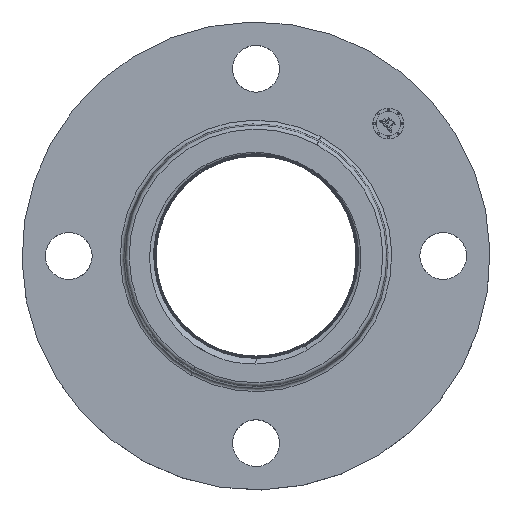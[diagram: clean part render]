
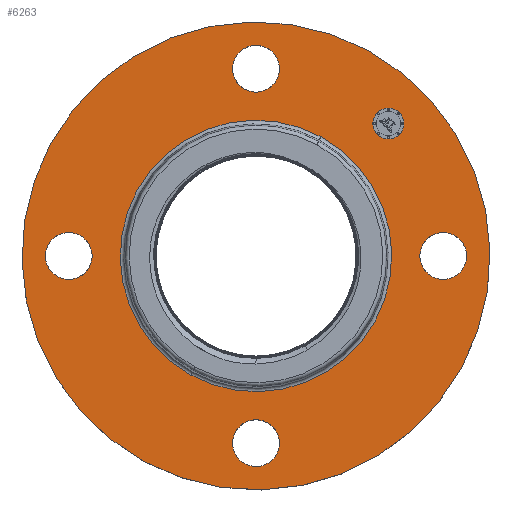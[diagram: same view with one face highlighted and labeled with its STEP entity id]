
A CAD part, top view. The second image highlights one B-rep face of the part: STEP entity #6263.
In plain terms, the highlighted planar face has unit normal (0, 0, 1).
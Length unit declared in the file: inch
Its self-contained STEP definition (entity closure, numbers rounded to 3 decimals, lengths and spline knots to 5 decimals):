
#549=AXIS2_PLACEMENT_3D('Circle Axis2P3D',#547,#548,$) ;
#573=AXIS2_PLACEMENT_3D('Circle Axis2P3D',#571,#572,$) ;
#607=AXIS2_PLACEMENT_3D('Circle Axis2P3D',#605,#606,$) ;
#631=AXIS2_PLACEMENT_3D('Circle Axis2P3D',#629,#630,$) ;
#648=AXIS2_PLACEMENT_3D('Circle Axis2P3D',#646,#647,$) ;
#683=AXIS2_PLACEMENT_3D('Circle Axis2P3D',#681,#682,$) ;
#960=AXIS2_PLACEMENT_3D('Circle Axis2P3D',#958,#959,$) ;
#972=AXIS2_PLACEMENT_3D('Circle Axis2P3D',#970,#971,$) ;
#1004=AXIS2_PLACEMENT_3D('Circle Axis2P3D',#1002,#1003,$) ;
#1016=AXIS2_PLACEMENT_3D('Circle Axis2P3D',#1014,#1015,$) ;
#1048=AXIS2_PLACEMENT_3D('Circle Axis2P3D',#1046,#1047,$) ;
#1060=AXIS2_PLACEMENT_3D('Circle Axis2P3D',#1058,#1059,$) ;
#6219=AXIS2_PLACEMENT_3D('Plane Axis2P3D',#6216,#6217,#6218) ;
#6247=AXIS2_PLACEMENT_3D('Circle Axis2P3D',#6245,#6246,$) ;
#6256=AXIS2_PLACEMENT_3D('Circle Axis2P3D',#6254,#6255,$) ;
#530=CARTESIAN_POINT('Vertex',(-0.32909,3.17978,0.88)) ;
#544=CARTESIAN_POINT('Vertex',(0.32909,2.82022,0.88)) ;
#547=CARTESIAN_POINT('Axis2P3D Location',(0.,3.,0.88)) ;
#571=CARTESIAN_POINT('Axis2P3D Location',(0.,3.,0.88)) ;
#602=CARTESIAN_POINT('Vertex',(-1.79785,-3.29093,0.88)) ;
#605=CARTESIAN_POINT('Axis2P3D Location',(0.,0.,0.88)) ;
#609=CARTESIAN_POINT('Vertex',(1.79785,3.29093,0.88)) ;
#629=CARTESIAN_POINT('Axis2P3D Location',(0.,0.,0.88)) ;
#646=CARTESIAN_POINT('Axis2P3D Location',(0.,0.,0.88)) ;
#650=CARTESIAN_POINT('Vertex',(1.04292,1.90905,0.88)) ;
#652=CARTESIAN_POINT('Vertex',(-1.04292,-1.90905,0.88)) ;
#681=CARTESIAN_POINT('Axis2P3D Location',(0.,0.,0.88)) ;
#948=CARTESIAN_POINT('Vertex',(3.17978,0.32909,0.88)) ;
#955=CARTESIAN_POINT('Vertex',(2.82022,-0.32909,0.88)) ;
#958=CARTESIAN_POINT('Axis2P3D Location',(3.,0.,0.88)) ;
#970=CARTESIAN_POINT('Axis2P3D Location',(3.,0.,0.88)) ;
#992=CARTESIAN_POINT('Vertex',(-3.17978,-0.32909,0.88)) ;
#999=CARTESIAN_POINT('Vertex',(-2.82022,0.32909,0.88)) ;
#1002=CARTESIAN_POINT('Axis2P3D Location',(-3.,0.,0.88)) ;
#1014=CARTESIAN_POINT('Axis2P3D Location',(-3.,0.,0.88)) ;
#1036=CARTESIAN_POINT('Vertex',(0.32909,-3.17978,0.88)) ;
#1043=CARTESIAN_POINT('Vertex',(-0.32909,-2.82022,0.88)) ;
#1046=CARTESIAN_POINT('Axis2P3D Location',(0.,-3.,0.88)) ;
#1058=CARTESIAN_POINT('Axis2P3D Location',(0.,-3.,0.88)) ;
#6216=CARTESIAN_POINT('Axis2P3D Location',(0.,3.75,0.88)) ;
#6245=CARTESIAN_POINT('Axis2P3D Location',(2.12132,2.12132,0.88)) ;
#6249=CARTESIAN_POINT('Vertex',(1.94631,2.29633,0.88)) ;
#6251=CARTESIAN_POINT('Vertex',(2.29633,1.94631,0.88)) ;
#6254=CARTESIAN_POINT('Axis2P3D Location',(2.12132,2.12132,0.88)) ;
#548=DIRECTION('Axis2P3D Direction',(0.,-0.,-0.039)) ;
#572=DIRECTION('Axis2P3D Direction',(0.,-0.,-0.039)) ;
#606=DIRECTION('Axis2P3D Direction',(0.,0.,-0.039)) ;
#630=DIRECTION('Axis2P3D Direction',(0.,0.,-0.039)) ;
#647=DIRECTION('Axis2P3D Direction',(0.,0.,-0.039)) ;
#682=DIRECTION('Axis2P3D Direction',(0.,0.,-0.039)) ;
#959=DIRECTION('Axis2P3D Direction',(0.,-0.,-0.039)) ;
#971=DIRECTION('Axis2P3D Direction',(0.,-0.,-0.039)) ;
#1003=DIRECTION('Axis2P3D Direction',(0.,0.,-0.039)) ;
#1015=DIRECTION('Axis2P3D Direction',(0.,0.,-0.039)) ;
#1047=DIRECTION('Axis2P3D Direction',(-0.,0.,-0.039)) ;
#1059=DIRECTION('Axis2P3D Direction',(-0.,0.,-0.039)) ;
#6217=DIRECTION('Axis2P3D Direction',(0.,0.,-0.039)) ;
#6218=DIRECTION('Axis2P3D XDirection',(0.039,0.,0.)) ;
#6246=DIRECTION('Axis2P3D Direction',(0.,0.,-0.039)) ;
#6255=DIRECTION('Axis2P3D Direction',(0.,0.,-0.039)) ;
#6222=ORIENTED_EDGE('',*,*,#633,.F.) ;
#6223=ORIENTED_EDGE('',*,*,#611,.F.) ;
#6226=ORIENTED_EDGE('',*,*,#551,.T.) ;
#6227=ORIENTED_EDGE('',*,*,#575,.T.) ;
#6230=ORIENTED_EDGE('',*,*,#685,.T.) ;
#6231=ORIENTED_EDGE('',*,*,#654,.T.) ;
#6234=ORIENTED_EDGE('',*,*,#974,.T.) ;
#6235=ORIENTED_EDGE('',*,*,#962,.T.) ;
#6238=ORIENTED_EDGE('',*,*,#1062,.T.) ;
#6239=ORIENTED_EDGE('',*,*,#1050,.T.) ;
#6242=ORIENTED_EDGE('',*,*,#1018,.T.) ;
#6243=ORIENTED_EDGE('',*,*,#1006,.T.) ;
#6260=ORIENTED_EDGE('',*,*,#6253,.T.) ;
#6261=ORIENTED_EDGE('',*,*,#6258,.T.) ;
#6228=FACE_BOUND('',#6225,.T.) ;
#6232=FACE_BOUND('',#6229,.T.) ;
#6236=FACE_BOUND('',#6233,.T.) ;
#6240=FACE_BOUND('',#6237,.T.) ;
#6244=FACE_BOUND('',#6241,.T.) ;
#6262=FACE_BOUND('',#6259,.T.) ;
#6263=ADVANCED_FACE('PartBody',(#6224,#6228,#6232,#6236,#6240,#6244,#6262),#6220,.F.) ;
#550=CIRCLE('generated circle',#549,0.375) ;
#574=CIRCLE('generated circle',#573,0.375) ;
#608=CIRCLE('generated circle',#607,3.75) ;
#632=CIRCLE('generated circle',#631,3.75) ;
#649=CIRCLE('generated circle',#648,2.17535) ;
#684=CIRCLE('generated circle',#683,2.17535) ;
#961=CIRCLE('generated circle',#960,0.375) ;
#973=CIRCLE('generated circle',#972,0.375) ;
#1005=CIRCLE('generated circle',#1004,0.375) ;
#1017=CIRCLE('generated circle',#1016,0.375) ;
#1049=CIRCLE('generated circle',#1048,0.375) ;
#1061=CIRCLE('generated circle',#1060,0.375) ;
#6248=CIRCLE('generated circle',#6247,0.2475) ;
#6257=CIRCLE('generated circle',#6256,0.2475) ;
#551=EDGE_CURVE('',#531,#545,#550,.T.) ;
#575=EDGE_CURVE('',#545,#531,#574,.T.) ;
#611=EDGE_CURVE('',#603,#610,#608,.T.) ;
#633=EDGE_CURVE('',#610,#603,#632,.T.) ;
#654=EDGE_CURVE('',#651,#653,#649,.T.) ;
#685=EDGE_CURVE('',#653,#651,#684,.T.) ;
#962=EDGE_CURVE('',#949,#956,#961,.T.) ;
#974=EDGE_CURVE('',#956,#949,#973,.T.) ;
#1006=EDGE_CURVE('',#993,#1000,#1005,.T.) ;
#1018=EDGE_CURVE('',#1000,#993,#1017,.T.) ;
#1050=EDGE_CURVE('',#1037,#1044,#1049,.T.) ;
#1062=EDGE_CURVE('',#1044,#1037,#1061,.T.) ;
#6253=EDGE_CURVE('',#6250,#6252,#6248,.T.) ;
#6258=EDGE_CURVE('',#6252,#6250,#6257,.T.) ;
#6221=EDGE_LOOP('',(#6222,#6223)) ;
#6225=EDGE_LOOP('',(#6226,#6227)) ;
#6229=EDGE_LOOP('',(#6230,#6231)) ;
#6233=EDGE_LOOP('',(#6234,#6235)) ;
#6237=EDGE_LOOP('',(#6238,#6239)) ;
#6241=EDGE_LOOP('',(#6242,#6243)) ;
#6259=EDGE_LOOP('',(#6260,#6261)) ;
#6224=FACE_OUTER_BOUND('',#6221,.T.) ;
#6220=PLANE('',#6219) ;
#531=VERTEX_POINT('',#530) ;
#545=VERTEX_POINT('',#544) ;
#603=VERTEX_POINT('',#602) ;
#610=VERTEX_POINT('',#609) ;
#651=VERTEX_POINT('',#650) ;
#653=VERTEX_POINT('',#652) ;
#949=VERTEX_POINT('',#948) ;
#956=VERTEX_POINT('',#955) ;
#993=VERTEX_POINT('',#992) ;
#1000=VERTEX_POINT('',#999) ;
#1037=VERTEX_POINT('',#1036) ;
#1044=VERTEX_POINT('',#1043) ;
#6250=VERTEX_POINT('',#6249) ;
#6252=VERTEX_POINT('',#6251) ;
